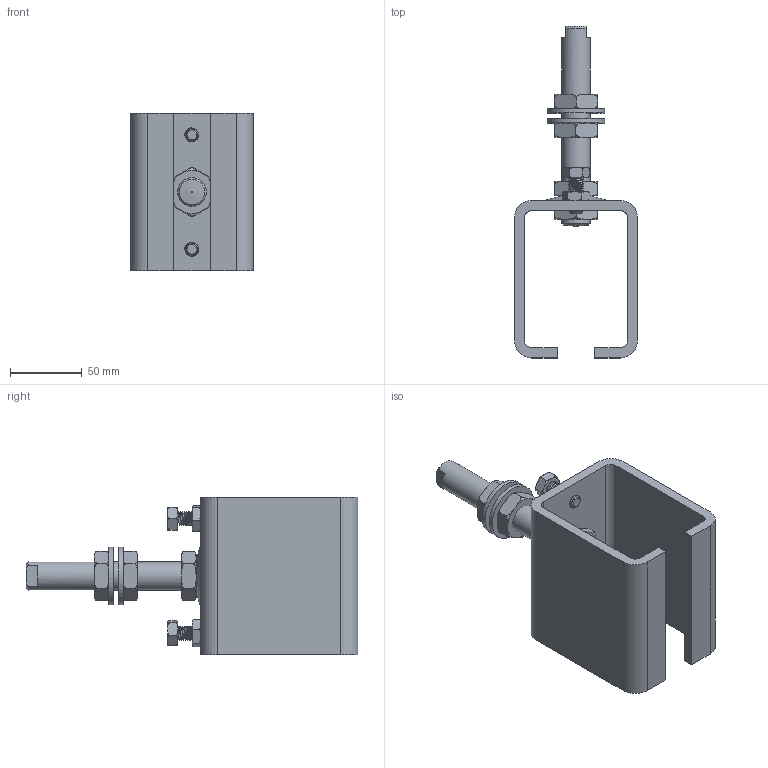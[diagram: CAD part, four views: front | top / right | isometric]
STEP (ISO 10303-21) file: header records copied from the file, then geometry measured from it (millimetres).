
FILE_DESCRIPTION(/* description */ (''),/* implementation_level */ '2;1');
FILE_NAME(/* name */ '8578ML.stp',/* time_stamp */ '2018-02-15T11:35:49+01:00',/* author */ ('Giuliano'),/* organization */ (''),/* preprocessor_version */ 'ST-DEVELOPER v16.5',/* originating_system */ 'Autodesk Inventor 2017',/* authorisation */ '');
FILE_SCHEMA (('AUTOMOTIVE_DESIGN { 1 0 10303 214 3 1 1 }'));
Length unit declared in the file: millimetre
Products named in the file (1): Pièce1
Bounding box: 86 x 232 x 110 mm (x, y, z)
Volume: 321815.5 mm3; surface area: 97877.8 mm2
Topology: 1 solids, 8 shells, 226 faces, 512 edges, 312 vertices
Faces by surface type: plane 111, torus 52, cone 34, cylinder 24, bspline 4, sphere 1
Full cylindrical faces by diameter (mm): 20 x5, 20.1 x2, 20.2 x1, 40.3 x2
Entity records: 11191 total; most frequent: CARTESIAN_POINT 6358, ORIENTED_EDGE 970, DIRECTION 864, EDGE_CURVE 484, AXIS2_PLACEMENT_3D 363, VERTEX_POINT 304, EDGE_LOOP 268, STYLED_ITEM 227
